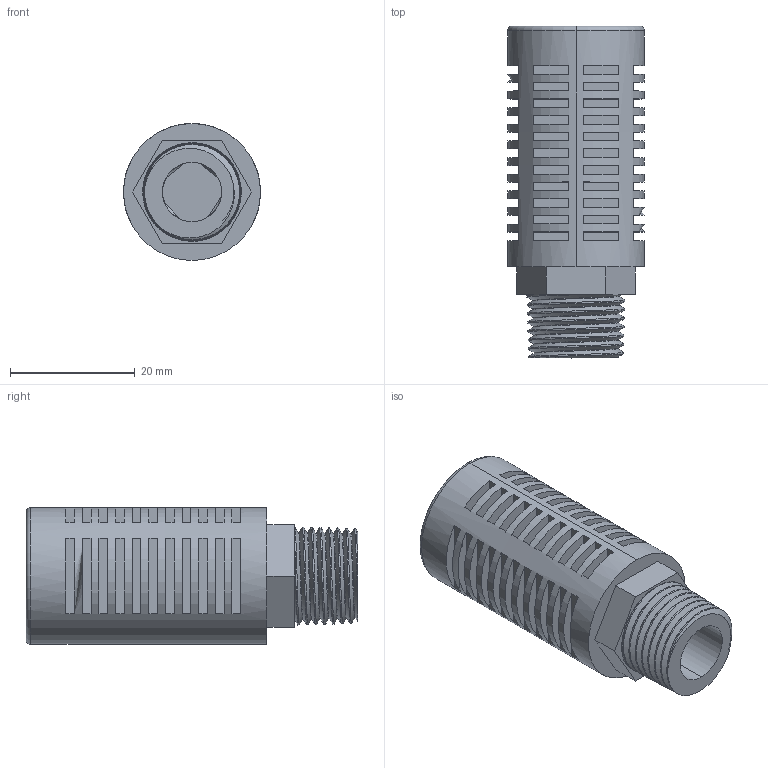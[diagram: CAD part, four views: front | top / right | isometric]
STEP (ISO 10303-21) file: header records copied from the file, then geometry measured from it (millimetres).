
FILE_DESCRIPTION (( 'STEP AP203' ), '1' );
FILE_NAME ('SPL-38N.step', '2016-02-15T20:19:39', ( '' ), ( '' ), 'SwSTEP 2.0', 'SolidWorks 2015', '' );
FILE_SCHEMA (( 'CONFIG_CONTROL_DESIGN' ));
Length unit declared in the file: inch
Products named in the file (1): SPL-38N
Bounding box: 21.97 x 53.21 x 21.97 mm (x, y, z)
Volume: 11331.4 mm3; surface area: 10037.7 mm2
Topology: 1 solids, 1 shells, 236 faces, 625 edges, 416 vertices
Faces by surface type: plane 210, cone 16, cylinder 4, bspline 4, torus 2
Entity records: 11401 total; most frequent: CARTESIAN_POINT 5306, ORIENTED_EDGE 1250, DIRECTION 1197, EDGE_CURVE 625, LINE 437, VECTOR 437, VERTEX_POINT 416, AXIS2_PLACEMENT_3D 380
